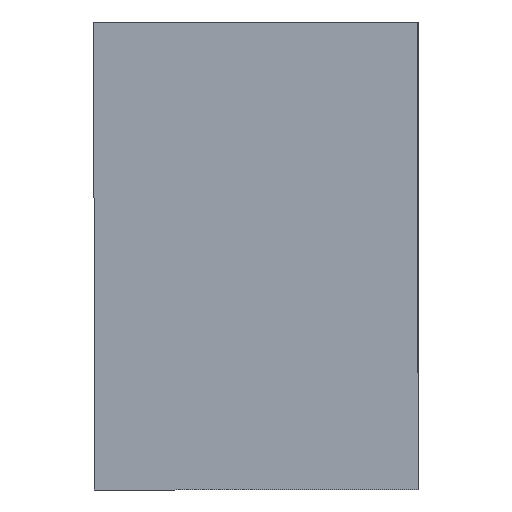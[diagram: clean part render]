
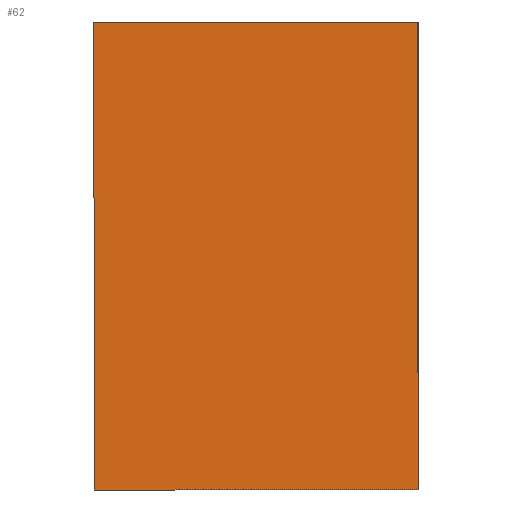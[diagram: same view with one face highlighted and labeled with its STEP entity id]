
A CAD part, left-side view. The second image highlights one B-rep face of the part: STEP entity #62.
In plain terms, the highlighted planar face has unit normal (-1, 0, 0).
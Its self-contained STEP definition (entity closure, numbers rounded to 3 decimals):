
#62 = ADVANCED_FACE('',(#63),#97,.F.);
#63 = FACE_BOUND('',#64,.F.);
#64 = EDGE_LOOP('',(#65,#75,#83,#91));
#65 = ORIENTED_EDGE('',*,*,#66,.F.);
#66 = EDGE_CURVE('',#67,#69,#71,.T.);
#67 = VERTEX_POINT('',#68);
#68 = CARTESIAN_POINT('',(-1.45,-0.4,-0.65));
#69 = VERTEX_POINT('',#70);
#70 = CARTESIAN_POINT('',(-1.45,-0.4,0.65));
#71 = LINE('',#72,#73);
#72 = CARTESIAN_POINT('',(-1.45,-0.4,-0.65));
#73 = VECTOR('',#74,1.);
#74 = DIRECTION('',(0.,0.,1.));
#75 = ORIENTED_EDGE('',*,*,#76,.T.);
#76 = EDGE_CURVE('',#67,#77,#79,.T.);
#77 = VERTEX_POINT('',#78);
#78 = CARTESIAN_POINT('',(-1.45,0.5,-0.65));
#79 = LINE('',#80,#81);
#80 = CARTESIAN_POINT('',(-1.45,-0.4,-0.65));
#81 = VECTOR('',#82,1.);
#82 = DIRECTION('',(0.,1.,0.));
#83 = ORIENTED_EDGE('',*,*,#84,.T.);
#84 = EDGE_CURVE('',#77,#85,#87,.T.);
#85 = VERTEX_POINT('',#86);
#86 = CARTESIAN_POINT('',(-1.45,0.5,0.65));
#87 = LINE('',#88,#89);
#88 = CARTESIAN_POINT('',(-1.45,0.5,-0.65));
#89 = VECTOR('',#90,1.);
#90 = DIRECTION('',(0.,0.,1.));
#91 = ORIENTED_EDGE('',*,*,#92,.F.);
#92 = EDGE_CURVE('',#69,#85,#93,.T.);
#93 = LINE('',#94,#95);
#94 = CARTESIAN_POINT('',(-1.45,-0.4,0.65));
#95 = VECTOR('',#96,1.);
#96 = DIRECTION('',(0.,1.,0.));
#97 = PLANE('',#98);
#98 = AXIS2_PLACEMENT_3D('',#99,#100,#101);
#99 = CARTESIAN_POINT('',(-1.45,-0.4,-0.65));
#100 = DIRECTION('',(1.,0.,0.));
#101 = DIRECTION('',(0.,0.,1.));
